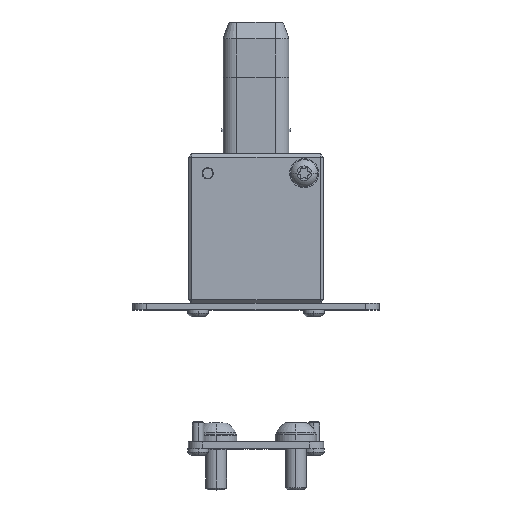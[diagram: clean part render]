
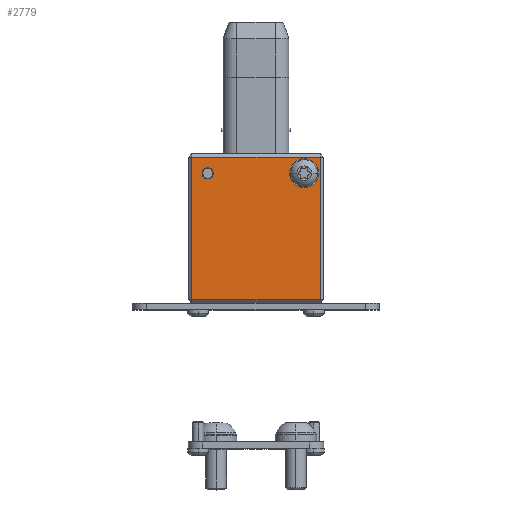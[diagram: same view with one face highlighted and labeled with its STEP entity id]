
A CAD part, top view. The second image highlights one B-rep face of the part: STEP entity #2779.
In plain terms, the highlighted planar face has unit normal (0, 0, 1).
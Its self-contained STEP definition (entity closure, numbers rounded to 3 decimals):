
#36 = LINE ( 'NONE', #15860, #2245 ) ;
#660 = EDGE_CURVE ( 'NONE', #4977, #17395, #3446, .T. ) ;
#951 = VECTOR ( 'NONE', #1876, 1000. ) ;
#981 = AXIS2_PLACEMENT_3D ( 'NONE', #7122, #10060, #8381 ) ;
#1424 = ORIENTED_EDGE ( 'NONE', *, *, #13496, .T. ) ;
#1876 = DIRECTION ( 'NONE',  ( 0., 1., 0. ) ) ;
#2197 = CARTESIAN_POINT ( 'NONE',  ( -9.75, -11.5, 8.5 ) ) ;
#2245 = VECTOR ( 'NONE', #17417, 1000. ) ;
#2532 = ORIENTED_EDGE ( 'NONE', *, *, #13977, .F. ) ;
#2561 = EDGE_LOOP ( 'NONE', ( #17999, #16824 ) ) ;
#2677 = DIRECTION ( 'NONE',  ( 0., 0., 1. ) ) ;
#2779 = ADVANCED_FACE ( 'NONE', ( #15041, #5268, #16299 ), #18271, .T. ) ;
#3211 = CIRCLE ( 'NONE', #16503, 2.1 ) ;
#3261 = AXIS2_PLACEMENT_3D ( 'NONE', #5533, #19687, #11774 ) ;
#3446 = LINE ( 'NONE', #17785, #8788 ) ;
#3891 = DIRECTION ( 'NONE',  ( 0., 0., 1. ) ) ;
#4119 = DIRECTION ( 'NONE',  ( 0., 0., 1. ) ) ;
#4210 = ORIENTED_EDGE ( 'NONE', *, *, #17057, .T. ) ;
#4712 = LINE ( 'NONE', #9705, #951 ) ;
#4977 = VERTEX_POINT ( 'NONE', #10421 ) ;
#5163 = ORIENTED_EDGE ( 'NONE', *, *, #7134, .F. ) ;
#5170 = VERTEX_POINT ( 'NONE', #12707 ) ;
#5268 = FACE_BOUND ( 'NONE', #2561, .T. ) ;
#5533 = CARTESIAN_POINT ( 'NONE',  ( 6.95, -13.8, 8.5 ) ) ;
#5715 = VERTEX_POINT ( 'NONE', #17761 ) ;
#6931 = DIRECTION ( 'NONE',  ( 1., 0., 0. ) ) ;
#7122 = CARTESIAN_POINT ( 'NONE',  ( -9.75, -32.5, 8.5 ) ) ;
#7134 = EDGE_CURVE ( 'NONE', #18787, #5715, #17471, .T. ) ;
#7562 = CARTESIAN_POINT ( 'NONE',  ( -6.95, -13.8, 8.5 ) ) ;
#7984 = EDGE_CURVE ( 'NONE', #15382, #9011, #3211, .T. ) ;
#8381 = DIRECTION ( 'NONE',  ( 1., 0., 0. ) ) ;
#8788 = VECTOR ( 'NONE', #14582, 1000. ) ;
#8859 = VERTEX_POINT ( 'NONE', #18494 ) ;
#8888 = CARTESIAN_POINT ( 'NONE',  ( -6.95, -13.8, 8.5 ) ) ;
#9011 = VERTEX_POINT ( 'NONE', #14423 ) ;
#9280 = ORIENTED_EDGE ( 'NONE', *, *, #13017, .T. ) ;
#9312 = ORIENTED_EDGE ( 'NONE', *, *, #660, .T. ) ;
#9705 = CARTESIAN_POINT ( 'NONE',  ( 9.25, -32.5, 8.5 ) ) ;
#9928 = EDGE_LOOP ( 'NONE', ( #9312, #9280, #1424, #4210 ) ) ;
#10060 = DIRECTION ( 'NONE',  ( 0., 0., 1. ) ) ;
#10421 = CARTESIAN_POINT ( 'NONE',  ( -9.25, -11.5, 8.5 ) ) ;
#10940 = CIRCLE ( 'NONE', #20242, 0.8 ) ;
#11773 = LINE ( 'NONE', #2197, #19130 ) ;
#11774 = DIRECTION ( 'NONE',  ( 1., 0., 0. ) ) ;
#12234 = CIRCLE ( 'NONE', #3261, 2.1 ) ;
#12707 = CARTESIAN_POINT ( 'NONE',  ( 9.25, -32., 8.5 ) ) ;
#13017 = EDGE_CURVE ( 'NONE', #17395, #5170, #36, .T. ) ;
#13496 = EDGE_CURVE ( 'NONE', #5170, #8859, #4712, .T. ) ;
#13915 = DIRECTION ( 'NONE',  ( 1., 0., 0. ) ) ;
#13977 = EDGE_CURVE ( 'NONE', #5715, #18787, #10940, .T. ) ;
#14053 = CARTESIAN_POINT ( 'NONE',  ( -9.25, -32., 8.5 ) ) ;
#14423 = CARTESIAN_POINT ( 'NONE',  ( 9.05, -13.8, 8.5 ) ) ;
#14582 = DIRECTION ( 'NONE',  ( 0., -1., 0. ) ) ;
#15002 = DIRECTION ( 'NONE',  ( -1., 0., 0. ) ) ;
#15041 = FACE_BOUND ( 'NONE', #16469, .T. ) ;
#15382 = VERTEX_POINT ( 'NONE', #16835 ) ;
#15394 = DIRECTION ( 'NONE',  ( 1., 0., 0. ) ) ;
#15860 = CARTESIAN_POINT ( 'NONE',  ( 9.75, -32., 8.5 ) ) ;
#16299 = FACE_OUTER_BOUND ( 'NONE', #9928, .T. ) ;
#16469 = EDGE_LOOP ( 'NONE', ( #2532, #5163 ) ) ;
#16503 = AXIS2_PLACEMENT_3D ( 'NONE', #20186, #3891, #15394 ) ;
#16824 = ORIENTED_EDGE ( 'NONE', *, *, #7984, .F. ) ;
#16835 = CARTESIAN_POINT ( 'NONE',  ( 4.85, -13.8, 8.5 ) ) ;
#17057 = EDGE_CURVE ( 'NONE', #8859, #4977, #11773, .T. ) ;
#17395 = VERTEX_POINT ( 'NONE', #14053 ) ;
#17417 = DIRECTION ( 'NONE',  ( 1., 0., 0. ) ) ;
#17471 = CIRCLE ( 'NONE', #18135, 0.8 ) ;
#17621 = CARTESIAN_POINT ( 'NONE',  ( -7.75, -13.8, 8.5 ) ) ;
#17761 = CARTESIAN_POINT ( 'NONE',  ( -6.15, -13.8, 8.5 ) ) ;
#17785 = CARTESIAN_POINT ( 'NONE',  ( -9.25, -32.5, 8.5 ) ) ;
#17999 = ORIENTED_EDGE ( 'NONE', *, *, #20516, .F. ) ;
#18135 = AXIS2_PLACEMENT_3D ( 'NONE', #7562, #2677, #13915 ) ;
#18271 = PLANE ( 'NONE',  #981 ) ;
#18494 = CARTESIAN_POINT ( 'NONE',  ( 9.25, -11.5, 8.5 ) ) ;
#18787 = VERTEX_POINT ( 'NONE', #17621 ) ;
#19130 = VECTOR ( 'NONE', #15002, 1000. ) ;
#19687 = DIRECTION ( 'NONE',  ( 0., 0., 1. ) ) ;
#20186 = CARTESIAN_POINT ( 'NONE',  ( 6.95, -13.8, 8.5 ) ) ;
#20242 = AXIS2_PLACEMENT_3D ( 'NONE', #8888, #4119, #6931 ) ;
#20516 = EDGE_CURVE ( 'NONE', #9011, #15382, #12234, .T. ) ;
